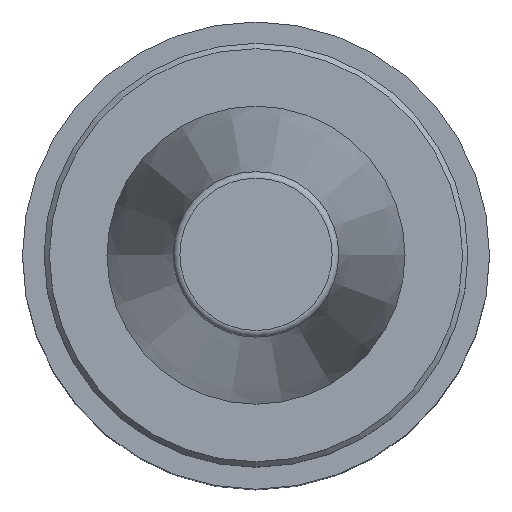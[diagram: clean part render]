
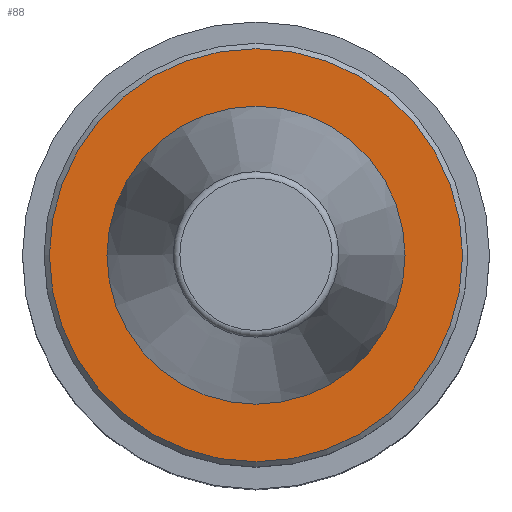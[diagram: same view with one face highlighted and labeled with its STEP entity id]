
A CAD part, top view. The second image highlights one B-rep face of the part: STEP entity #88.
In plain terms, the highlighted planar face has unit normal (0, 0, 1).
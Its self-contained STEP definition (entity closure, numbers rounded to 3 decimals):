
#55=FACE_BOUND('',#121,.T.);
#56=FACE_BOUND('',#122,.T.);
#88=ADVANCED_FACE('',(#55,#56),#104,.T.);
#104=PLANE('',#257);
#121=EDGE_LOOP('',(#159));
#122=EDGE_LOOP('',(#160));
#159=ORIENTED_EDGE('',*,*,#212,.T.);
#160=ORIENTED_EDGE('',*,*,#211,.F.);
#192=VERTEX_POINT('',#379);
#193=VERTEX_POINT('',#382);
#211=EDGE_CURVE('',#192,#192,#230,.T.);
#212=EDGE_CURVE('',#193,#193,#231,.T.);
#230=CIRCLE('',#254,22.0);
#231=CIRCLE('',#256,30.95);
#254=AXIS2_PLACEMENT_3D('',#378,#303,#304);
#256=AXIS2_PLACEMENT_3D('',#381,#307,#308);
#257=AXIS2_PLACEMENT_3D('',#383,#309,#310);
#303=DIRECTION('',(0.0,0.0,1.0));
#304=DIRECTION('',(1.0,0.0,0.0));
#307=DIRECTION('',(0.0,0.0,1.0));
#308=DIRECTION('',(1.0,0.0,0.0));
#309=DIRECTION('',(0.0,0.0,1.0));
#310=DIRECTION('',(-1.0,0.0,0.0));
#378=CARTESIAN_POINT('',(0.0,0.0,-2.48));
#379=CARTESIAN_POINT('',(22.0,0.0,-2.48));
#381=CARTESIAN_POINT('',(0.0,0.0,-2.48));
#382=CARTESIAN_POINT('',(30.95,0.0,-2.48));
#383=CARTESIAN_POINT('',(0.0,22.0,-2.48));
